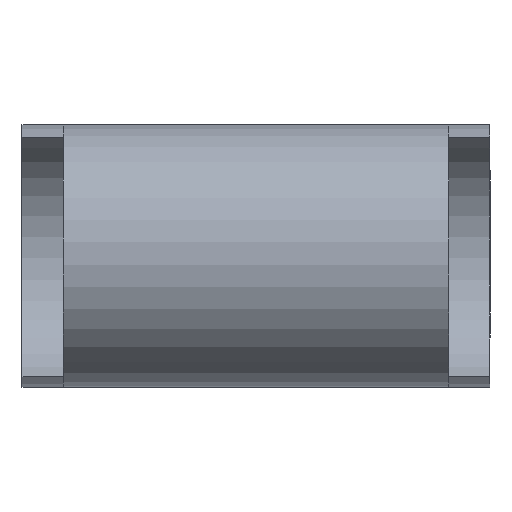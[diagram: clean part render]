
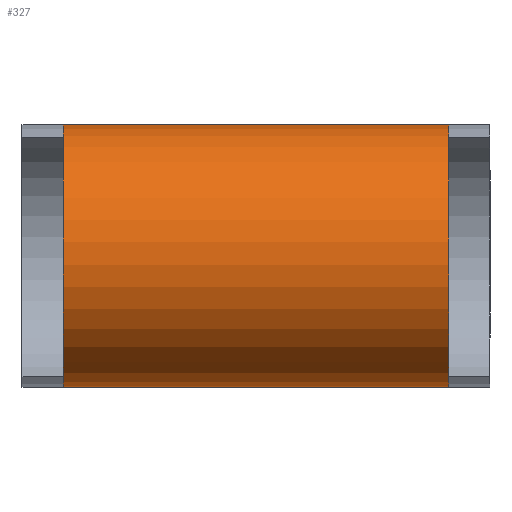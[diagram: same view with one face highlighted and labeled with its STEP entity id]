
A CAD part, left-side view. The second image highlights one B-rep face of the part: STEP entity #327.
In plain terms, the highlighted cylindrical face has radius 16 mm (diameter 32 mm), a partial arc.
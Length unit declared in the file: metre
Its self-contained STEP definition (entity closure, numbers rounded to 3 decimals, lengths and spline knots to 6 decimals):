
#24=LINE('',#529,#38);
#25=LINE('',#533,#39);
#38=VECTOR('',#416,1.);
#39=VECTOR('',#419,1.);
#52=ORIENTED_EDGE('',*,*,#144,.F.);
#53=ORIENTED_EDGE('',*,*,#145,.T.);
#54=ORIENTED_EDGE('',*,*,#146,.F.);
#55=ORIENTED_EDGE('',*,*,#147,.F.);
#144=EDGE_CURVE('',#190,#191,#222,.T.);
#145=EDGE_CURVE('',#190,#192,#24,.T.);
#146=EDGE_CURVE('',#193,#192,#223,.T.);
#147=EDGE_CURVE('',#191,#193,#25,.T.);
#190=VERTEX_POINT('',#527);
#191=VERTEX_POINT('',#528);
#192=VERTEX_POINT('',#530);
#193=VERTEX_POINT('',#532);
#222=CIRCLE('',#362,0.016);
#223=CIRCLE('',#363,0.016);
#250=EDGE_LOOP('',(#52,#53,#54,#55));
#282=FACE_BOUND('',#250,.T.);
#314=CYLINDRICAL_SURFACE('',#361,0.016);
#327=ADVANCED_FACE('',(#282),#314,.T.);
#361=AXIS2_PLACEMENT_3D('',#525,#412,#413);
#362=AXIS2_PLACEMENT_3D('',#526,#414,#415);
#363=AXIS2_PLACEMENT_3D('',#531,#417,#418);
#412=DIRECTION('',(0.,1.,0.));
#413=DIRECTION('',(0.,0.,1.));
#414=DIRECTION('',(0.,-1.,0.));
#415=DIRECTION('',(0.,0.,-1.));
#416=DIRECTION('',(0.,1.,0.));
#417=DIRECTION('',(0.,1.,0.));
#418=DIRECTION('',(0.,0.,1.));
#419=DIRECTION('',(0.,1.,0.));
#525=CARTESIAN_POINT('',(-0.03758,-0.0285,0.));
#526=CARTESIAN_POINT('',(-0.03758,-0.0235,0.));
#527=CARTESIAN_POINT('',(-0.030732,-0.0235,0.01446));
#528=CARTESIAN_POINT('',(-0.031285,-0.0235,-0.01471));
#529=CARTESIAN_POINT('',(-0.030732,-0.0285,0.01446));
#530=CARTESIAN_POINT('',(-0.030732,0.0235,0.01446));
#531=CARTESIAN_POINT('',(-0.03758,0.0235,0.));
#532=CARTESIAN_POINT('',(-0.031285,0.0235,-0.01471));
#533=CARTESIAN_POINT('',(-0.031285,-0.0285,-0.01471));
